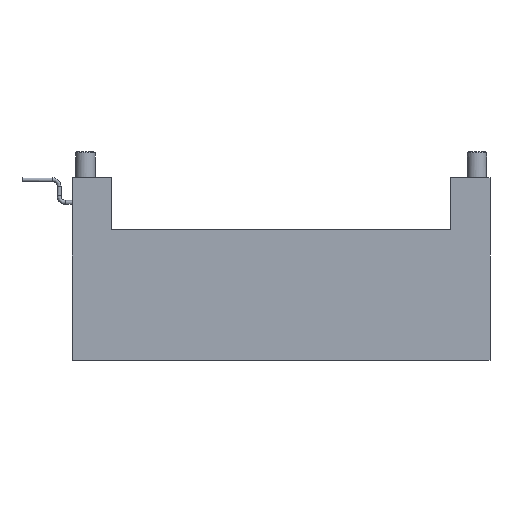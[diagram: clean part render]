
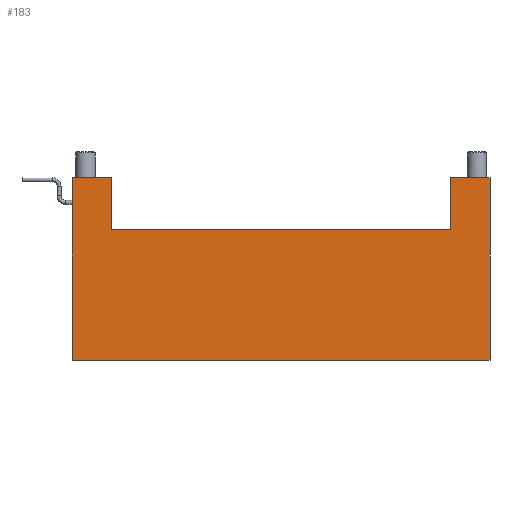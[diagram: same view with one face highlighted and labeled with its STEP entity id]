
A CAD part, front view. The second image highlights one B-rep face of the part: STEP entity #183.
In plain terms, the highlighted planar face has unit normal (0, -1, 0).
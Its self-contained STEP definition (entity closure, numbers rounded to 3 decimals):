
#183=ADVANCED_FACE('',(#1841),#1843,.T.);
#1841=FACE_BOUND('',#1842,.T.);
#1842=EDGE_LOOP('',(#8362,#8363,#8364,#8365,#8366,#8367,#8368,#8369));
#1843=PLANE('',#1844);
#1844=AXIS2_PLACEMENT_3D('',#1845,#1846,#1847);
#1845=CARTESIAN_POINT('',(0.,0.,0.));
#1846=DIRECTION('',(0.,-1.,0.));
#1847=DIRECTION('',(1.,0.,0.));
#8362=ORIENTED_EDGE('',*,*,#11763,.T.);
#8363=ORIENTED_EDGE('',*,*,#11716,.T.);
#8364=ORIENTED_EDGE('',*,*,#11764,.F.);
#8365=ORIENTED_EDGE('',*,*,#11765,.F.);
#8366=ORIENTED_EDGE('',*,*,#11674,.F.);
#8367=ORIENTED_EDGE('',*,*,#11762,.T.);
#8368=ORIENTED_EDGE('',*,*,#11766,.F.);
#8369=ORIENTED_EDGE('',*,*,#11747,.F.);
#11674=EDGE_CURVE('',#13422,#13424,#13425,.T.);
#11716=EDGE_CURVE('',#13494,#13502,#13504,.T.);
#11747=EDGE_CURVE('',#13551,#13553,#13554,.T.);
#11762=EDGE_CURVE('',#13422,#13575,#13577,.T.);
#11763=EDGE_CURVE('',#13551,#13494,#13578,.T.);
#11764=EDGE_CURVE('',#13579,#13502,#13580,.T.);
#11765=EDGE_CURVE('',#13424,#13579,#13581,.T.);
#11766=EDGE_CURVE('',#13553,#13575,#13582,.T.);
#13422=VERTEX_POINT('',#16378);
#13424=VERTEX_POINT('',#16382);
#13425=LINE('',#16383,#16384);
#13494=VERTEX_POINT('',#16551);
#13502=VERTEX_POINT('',#16567);
#13504=LINE('',#16571,#16572);
#13551=VERTEX_POINT('',#16678);
#13553=VERTEX_POINT('',#16682);
#13554=LINE('',#16683,#16684);
#13575=VERTEX_POINT('',#16732);
#13577=LINE('',#16736,#16737);
#13578=LINE('',#16739,#16740);
#13579=VERTEX_POINT('',#16742);
#13580=LINE('',#16743,#16744);
#13581=LINE('',#16746,#16747);
#13582=LINE('',#16749,#16750);
#16378=CARTESIAN_POINT('',(3.,0.,10.));
#16382=CARTESIAN_POINT('',(29.,0.,10.));
#16383=CARTESIAN_POINT('',(3.,0.,10.));
#16384=VECTOR('',#16385,1.);
#16385=DIRECTION('',(1.,0.,0.));
#16551=CARTESIAN_POINT('',(32.,0.,0.));
#16567=CARTESIAN_POINT('',(32.,0.,14.));
#16571=CARTESIAN_POINT('',(32.,0.,0.));
#16572=VECTOR('',#16573,1.);
#16573=DIRECTION('',(0.,0.,1.));
#16678=CARTESIAN_POINT('',(0.,0.,0.));
#16682=CARTESIAN_POINT('',(0.,0.,14.));
#16683=CARTESIAN_POINT('',(0.,0.,0.));
#16684=VECTOR('',#16685,1.);
#16685=DIRECTION('',(0.,0.,1.));
#16732=CARTESIAN_POINT('',(3.,0.,14.));
#16736=CARTESIAN_POINT('',(3.,0.,10.));
#16737=VECTOR('',#16738,1.);
#16738=DIRECTION('',(0.,0.,1.));
#16739=CARTESIAN_POINT('',(0.,0.,0.));
#16740=VECTOR('',#16741,1.);
#16741=DIRECTION('',(1.,0.,0.));
#16742=CARTESIAN_POINT('',(29.,0.,14.));
#16743=CARTESIAN_POINT('',(29.,0.,14.));
#16744=VECTOR('',#16745,1.);
#16745=DIRECTION('',(1.,0.,0.));
#16746=CARTESIAN_POINT('',(29.,0.,10.));
#16747=VECTOR('',#16748,1.);
#16748=DIRECTION('',(0.,0.,1.));
#16749=CARTESIAN_POINT('',(0.,0.,14.));
#16750=VECTOR('',#16751,1.);
#16751=DIRECTION('',(1.,0.,0.));
